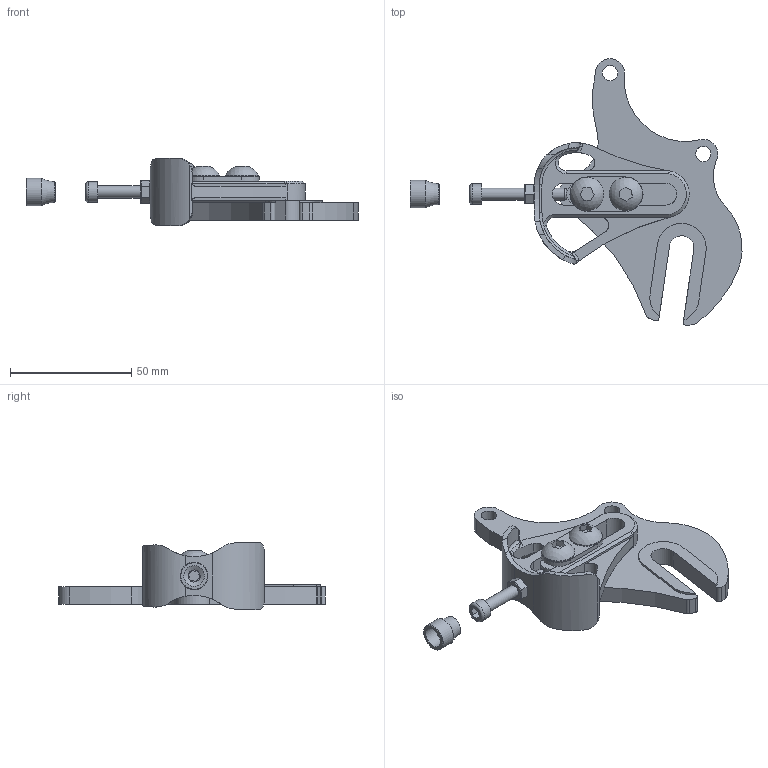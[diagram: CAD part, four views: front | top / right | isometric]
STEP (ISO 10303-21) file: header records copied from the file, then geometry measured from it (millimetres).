
FILE_DESCRIPTION (( 'STEP AP214' ), '1' );
FILE_NAME ('DR4010 flange.STEP', '2013-09-10T22:00:49', ( '' ), ( '' ), 'SwSTEP 2.0', 'SolidWorks 2012', '' );
FILE_SCHEMA (( 'AUTOMOTIVE_DESIGN' ));
Length unit declared in the file: inch
Products named in the file (8): DS0001; DR4010; MS5001; MS2016; MS2013; MS2012; MS1013; DR4010 flange
Assembly tree (8 placements, depth 2):
  DR4010 flange
    MS1013
    MS2012  x2
    MS2013
    MS2016
    MS5001
    DR4010
    DS0001
Bounding box: 137.18 x 110.21 x 27.85 mm (x, y, z)
Volume: 45188.1 mm3; surface area: 23943.7 mm2
Topology: 8 solids, 8 shells, 220 faces, 564 edges, 361 vertices
Faces by surface type: cylinder 91, plane 77, cone 20, bspline 17, torus 13, sphere 2
Full cylindrical faces by diameter (mm): 4.216 x1, 5 x3, 6.35 x2, 7.925 x2, 8 x2, 8.3 x2, 8.5 x2, 11.4 x1, 13.7 x2
Entity records: 8259 total; most frequent: CARTESIAN_POINT 3196, ORIENTED_EDGE 1018, DIRECTION 887, EDGE_CURVE 509, AXIS2_PLACEMENT_3D 355, VERTEX_POINT 340, EDGE_LOOP 257, FACE_OUTER_BOUND 229
